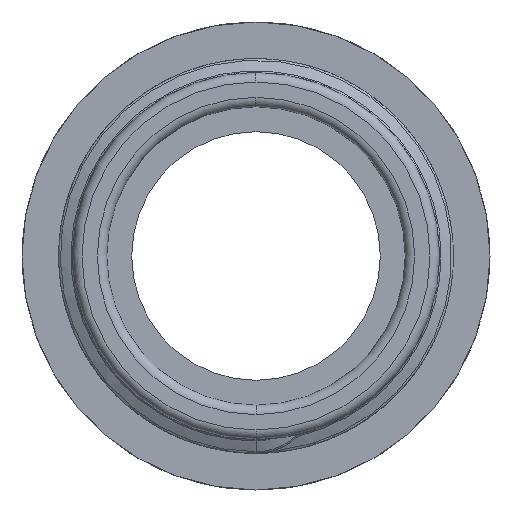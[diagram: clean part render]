
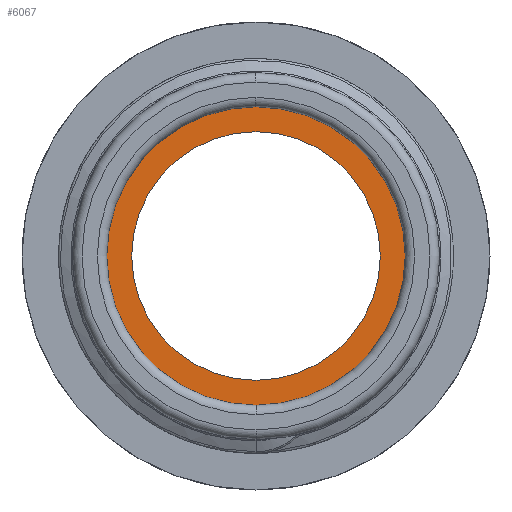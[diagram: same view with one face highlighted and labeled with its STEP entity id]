
A CAD part, left-side view. The second image highlights one B-rep face of the part: STEP entity #6067.
In plain terms, the highlighted planar face has unit normal (-1, 0, 0).
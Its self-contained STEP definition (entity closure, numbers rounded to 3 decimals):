
#946 = CARTESIAN_POINT ( 'NONE',  ( 14.4, 0., 0. ) ) ;
#947 = DIRECTION ( 'NONE',  ( -1., 0., 0. ) ) ;
#948 = DIRECTION ( 'NONE',  ( 0., 0., 1. ) ) ;
#3067 = CARTESIAN_POINT ( 'NONE',  ( 14.4, 0., 0. ) ) ;
#3068 = DIRECTION ( 'NONE',  ( -1., 0., 0. ) ) ;
#3069 = DIRECTION ( 'NONE',  ( 0., 0., 1. ) ) ;
#3170 = CARTESIAN_POINT ( 'NONE',  ( 14.4, 0., -13.2 ) ) ;
#3171 = CARTESIAN_POINT ( 'NONE',  ( 14.4, 0., 15.85 ) ) ;
#3240 = CARTESIAN_POINT ( 'NONE',  ( 14.4, 0., -15.85 ) ) ;
#3268 = CARTESIAN_POINT ( 'NONE',  ( 14.4, 0., 13.2 ) ) ;
#3530 = AXIS2_PLACEMENT_3D ( 'NONE', #9121, #9133, #9134 ) ;
#3591 = CIRCLE ( 'NONE', #3594, 13.2 ) ;
#3594 = AXIS2_PLACEMENT_3D ( 'NONE', #7631, #7632, #7633 ) ;
#3597 = CIRCLE ( 'NONE', #3601, 15.85 ) ;
#3601 = AXIS2_PLACEMENT_3D ( 'NONE', #7646, #7647, #7648 ) ;
#3721 = CIRCLE ( 'NONE', #3748, 15.85 ) ;
#3748 = AXIS2_PLACEMENT_3D ( 'NONE', #946, #947, #948 ) ;
#3787 = CIRCLE ( 'NONE', #3790, 13.2 ) ;
#3790 = AXIS2_PLACEMENT_3D ( 'NONE', #3067, #3068, #3069 ) ;
#5168 = ORIENTED_EDGE ( 'NONE', *, *, #6355, .F. ) ;
#5169 = ORIENTED_EDGE ( 'NONE', *, *, #6125, .F. ) ;
#5170 = ORIENTED_EDGE ( 'NONE', *, *, #6325, .T. ) ;
#5171 = ORIENTED_EDGE ( 'NONE', *, *, #6130, .T. ) ;
#6067 = ADVANCED_FACE ( 'NONE', ( #9129, #9130 ), #9131, .F. ) ;
#6125 = EDGE_CURVE ( 'NONE', #7244, #9364, #3591, .T. ) ;
#6130 = EDGE_CURVE ( 'NONE', #9334, #7245, #3597, .T. ) ;
#6325 = EDGE_CURVE ( 'NONE', #7245, #9334, #3721, .T. ) ;
#6355 = EDGE_CURVE ( 'NONE', #9364, #7244, #3787, .T. ) ;
#7064 = EDGE_LOOP ( 'NONE', ( #5168, #5169 ) ) ;
#7244 = VERTEX_POINT ( 'NONE', #3170 ) ;
#7245 = VERTEX_POINT ( 'NONE', #3171 ) ;
#7309 = EDGE_LOOP ( 'NONE', ( #5170, #5171 ) ) ;
#7631 = CARTESIAN_POINT ( 'NONE',  ( 14.4, 0., 0. ) ) ;
#7632 = DIRECTION ( 'NONE',  ( -1., 0., 0. ) ) ;
#7633 = DIRECTION ( 'NONE',  ( 0., 0., 1. ) ) ;
#7646 = CARTESIAN_POINT ( 'NONE',  ( 14.4, 0., 0. ) ) ;
#7647 = DIRECTION ( 'NONE',  ( -1., 0., 0. ) ) ;
#7648 = DIRECTION ( 'NONE',  ( 0., 0., 1. ) ) ;
#9121 = CARTESIAN_POINT ( 'NONE',  ( 14.4, 0., -13.2 ) ) ;
#9129 = FACE_BOUND ( 'NONE', #7064, .T. ) ;
#9130 = FACE_OUTER_BOUND ( 'NONE', #7309, .T. ) ;
#9131 = PLANE ( 'NONE',  #3530 ) ;
#9133 = DIRECTION ( 'NONE',  ( 1., 0., 0. ) ) ;
#9134 = DIRECTION ( 'NONE',  ( 0., 0., -1. ) ) ;
#9334 = VERTEX_POINT ( 'NONE', #3240 ) ;
#9364 = VERTEX_POINT ( 'NONE', #3268 ) ;
